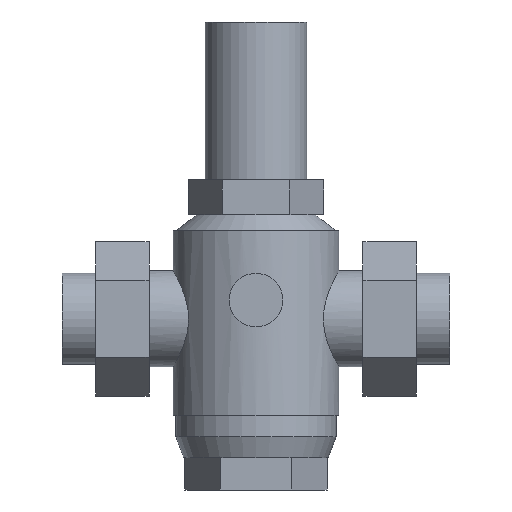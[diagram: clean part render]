
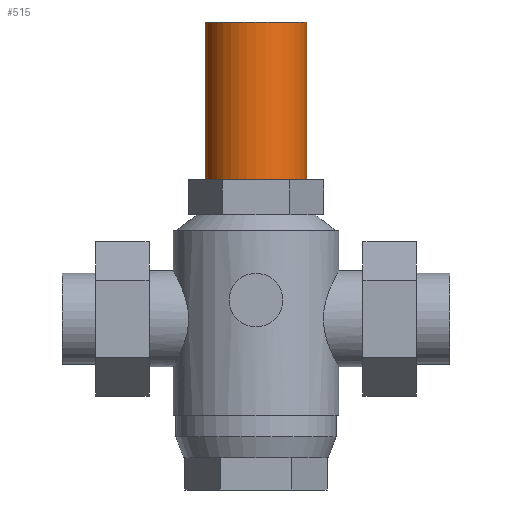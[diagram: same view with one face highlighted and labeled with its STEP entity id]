
A CAD part, front view. The second image highlights one B-rep face of the part: STEP entity #515.
In plain terms, the highlighted cylindrical face has radius 19 mm (diameter 38 mm), a partial arc.
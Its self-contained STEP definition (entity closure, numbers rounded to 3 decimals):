
#401=VERTEX_POINT('',#1140);
#421=VERTEX_POINT('',#1165);
#449=EDGE_CURVE('',#741,#401,#1196,.T.);
#515=ADVANCED_FACE('',(#1265),#1266,.T.);
#565=EDGE_CURVE('',#421,#741,#1323,.T.);
#633=EDGE_CURVE('',#401,#717,#1401,.T.);
#703=EDGE_CURVE('',#717,#421,#1475,.T.);
#717=VERTEX_POINT('',#1491);
#741=VERTEX_POINT('',#1516);
#1140=CARTESIAN_POINT('',(19.0,0.,52.0));
#1165=CARTESIAN_POINT('',(-19.0,0.0,111.0));
#1196=LINE('',#2060,#2061);
#1265=FACE_OUTER_BOUND('',#2307,.T.);
#1266=CYLINDRICAL_SURFACE('',#2308,19.0);
#1323=CIRCLE('',#2434,19.0);
#1401=CIRCLE('',#2591,19.0);
#1475=LINE('',#2698,#2699);
#1491=CARTESIAN_POINT('',(-19.0,0.0,52.0));
#1516=CARTESIAN_POINT('',(19.0,0.,111.0));
#2060=CARTESIAN_POINT('',(19.0,0.,71.5));
#2061=VECTOR('',#3558,1.0);
#2307=EDGE_LOOP('',(#3608,#3609,#3610,#3611));
#2308=AXIS2_PLACEMENT_3D('',#3612,#3613,#3614);
#2434=AXIS2_PLACEMENT_3D('',#3685,#3686,#3687);
#2591=AXIS2_PLACEMENT_3D('',#3789,#3790,#3791);
#2698=CARTESIAN_POINT('',(-19.0,0.,71.5));
#2699=VECTOR('',#3851,1.0);
#3558=DIRECTION('',(0.0,0.0,-1.0));
#3608=ORIENTED_EDGE('',*,*,#703,.F.);
#3609=ORIENTED_EDGE('',*,*,#633,.F.);
#3610=ORIENTED_EDGE('',*,*,#449,.F.);
#3611=ORIENTED_EDGE('',*,*,#565,.F.);
#3612=CARTESIAN_POINT('',(0.0,0.0,71.5));
#3613=DIRECTION('',(0.0,0.0,-1.0));
#3614=DIRECTION('',(-1.0,0.0,0.0));
#3685=CARTESIAN_POINT('',(0.0,0.0,111.0));
#3686=DIRECTION('',(0.0,0.0,1.0));
#3687=DIRECTION('',(-1.0,0.0,0.0));
#3789=CARTESIAN_POINT('',(0.0,0.0,52.0));
#3790=DIRECTION('',(0.0,0.0,-1.0));
#3791=DIRECTION('',(-1.0,0.0,0.0));
#3851=DIRECTION('',(0.0,0.0,1.0));
